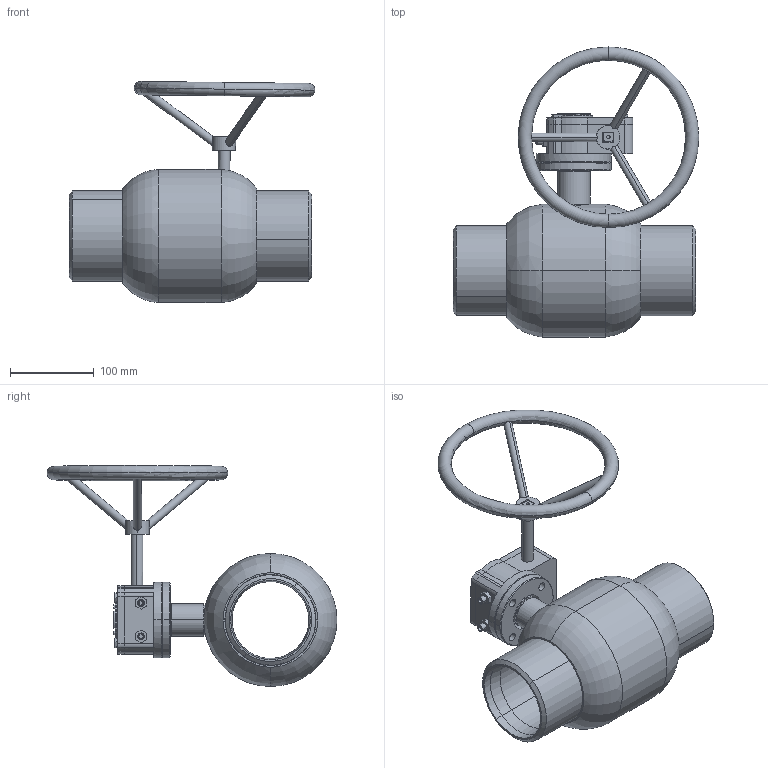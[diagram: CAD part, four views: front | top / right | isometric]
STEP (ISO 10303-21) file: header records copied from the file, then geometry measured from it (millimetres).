
FILE_DESCRIPTION (( 'STEP AP214' ), '1' );
FILE_NAME ('DN100涡轮球阀PN25.STEP', '2023-10-07T07:33:58', ( '' ), ( '' ), 'SwSTEP 2.0', 'SolidWorks 2019', '' );
FILE_SCHEMA (( 'AUTOMOTIVE_DESIGN' ));
Length unit declared in the file: millimetre
Products named in the file (9): Q61F-100-1概极樓馱; Q100-20恘謫攫; 100恦謫; Q61F-100-5粣杶; Q61F-100-3概裝; DN100恦謫⑩概PN25; DN100恘謫; Q61F-100-4傻諉; DN100忒謫
Assembly tree (9 placements, depth 3):
  DN100恦謫⑩概PN25
    Q61F-100-1概极樓馱
    Q61F-100-5粣杶
    Q61F-100-3概裝
    Q61F-100-4傻諉  x2
    Q100-20恘謫攫
    100恦謫
      DN100恘謫
      DN100忒謫
Bounding box: 293.75 x 346.5 x 264.17 mm (x, y, z)
Volume: 1472795.5 mm3; surface area: 449436 mm2
Topology: 19 solids, 19 shells, 580 faces, 1473 edges, 955 vertices
Faces by surface type: plane 325, cylinder 144, bspline 65, torus 28, cone 18
Entity records: 22343 total; most frequent: CARTESIAN_POINT 7357, ORIENTED_EDGE 2870, DIRECTION 2555, EDGE_CURVE 1435, LINE 935, VECTOR 935, VERTEX_POINT 933, AXIS2_PLACEMENT_3D 810
